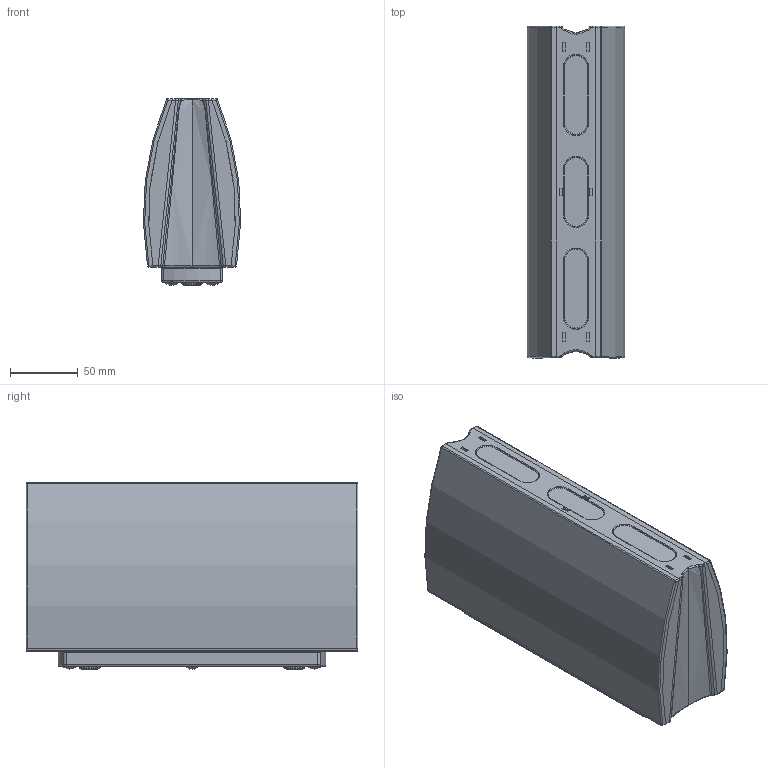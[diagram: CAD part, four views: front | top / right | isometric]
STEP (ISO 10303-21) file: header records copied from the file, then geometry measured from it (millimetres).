
FILE_DESCRIPTION('');
FILE_NAME('');
FILE_SCHEMA(('CONFIG_CONTROL_DESIGN'));
Length unit declared in the file: millimetre
Products named in the file (1): EN10061813
Bounding box: 71.6 x 244 x 137.3 mm (x, y, z)
Volume: 1974232.5 mm3; surface area: 231352.5 mm2
Topology: 3 solids, 3 shells, 326 faces, 760 edges, 446 vertices
Faces by surface type: bspline 80, cylinder 76, torus 72, plane 70, sphere 20, cone 8
Entity records: 16192 total; most frequent: CARTESIAN_POINT 9904, ORIENTED_EDGE 1480, DIRECTION 860, EDGE_CURVE 740, AXIS2_PLACEMENT_3D 464, VERTEX_POINT 446, EDGE_LOOP 352, ADVANCED_FACE 326
